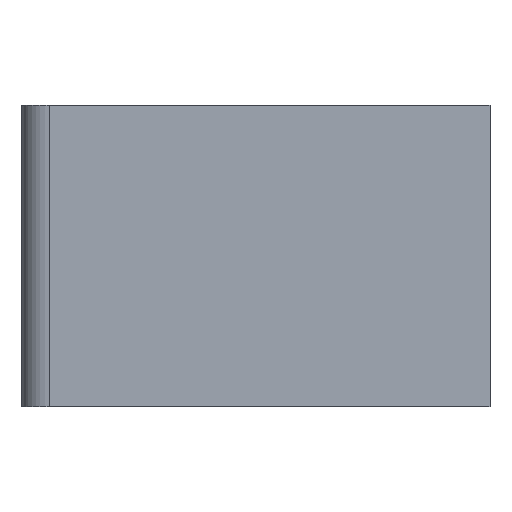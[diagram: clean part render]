
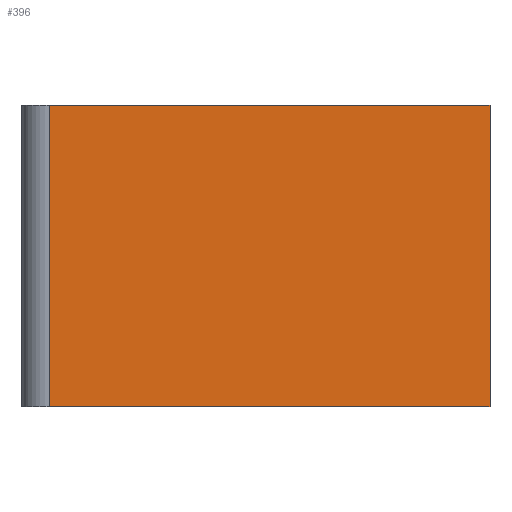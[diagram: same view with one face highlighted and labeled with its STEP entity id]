
A CAD part, front view. The second image highlights one B-rep face of the part: STEP entity #396.
In plain terms, the highlighted planar face has unit normal (0, -1, 0).
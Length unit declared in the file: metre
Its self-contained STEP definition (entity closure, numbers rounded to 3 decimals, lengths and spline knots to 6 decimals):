
#31=ORIENTED_EDGE('',*,*,#139,.F.);
#32=ORIENTED_EDGE('',*,*,#140,.T.);
#33=ORIENTED_EDGE('',*,*,#141,.T.);
#34=ORIENTED_EDGE('',*,*,#142,.F.);
#139=EDGE_CURVE('',#193,#194,#231,.T.);
#140=EDGE_CURVE('',#193,#195,#232,.T.);
#141=EDGE_CURVE('',#195,#196,#233,.T.);
#142=EDGE_CURVE('',#194,#196,#234,.T.);
#193=VERTEX_POINT('',#580);
#194=VERTEX_POINT('',#581);
#195=VERTEX_POINT('',#583);
#196=VERTEX_POINT('',#585);
#231=LINE('',#579,#275);
#232=LINE('',#582,#276);
#233=LINE('',#584,#277);
#234=LINE('',#586,#278);
#275=VECTOR('',#470,1.);
#276=VECTOR('',#471,1.);
#277=VECTOR('',#472,1.);
#278=VECTOR('',#473,1.);
#316=EDGE_LOOP('',(#31,#32,#33,#34));
#348=FACE_BOUND('',#316,.T.);
#380=PLANE('',#430);
#396=ADVANCED_FACE('',(#348),#380,.F.);
#430=AXIS2_PLACEMENT_3D('',#578,#468,#469);
#468=DIRECTION('',(0.,1.,0.));
#469=DIRECTION('',(-1.,0.,0.));
#470=DIRECTION('',(1.,0.,0.));
#471=DIRECTION('',(0.,0.,-1.));
#472=DIRECTION('',(1.,0.,0.));
#473=DIRECTION('',(0.,0.,-1.));
#578=CARTESIAN_POINT('',(0.027051,0.,0.034798));
#579=CARTESIAN_POINT('',(0.027051,0.,0.034798));
#580=CARTESIAN_POINT('',(0.003175,0.,0.034798));
#581=CARTESIAN_POINT('',(0.054102,0.,0.034798));
#582=CARTESIAN_POINT('',(0.003175,0.,0.));
#583=CARTESIAN_POINT('',(0.003175,0.,0.));
#584=CARTESIAN_POINT('',(0.027051,0.,0.));
#585=CARTESIAN_POINT('',(0.054102,0.,0.));
#586=CARTESIAN_POINT('',(0.054102,0.,0.034798));
